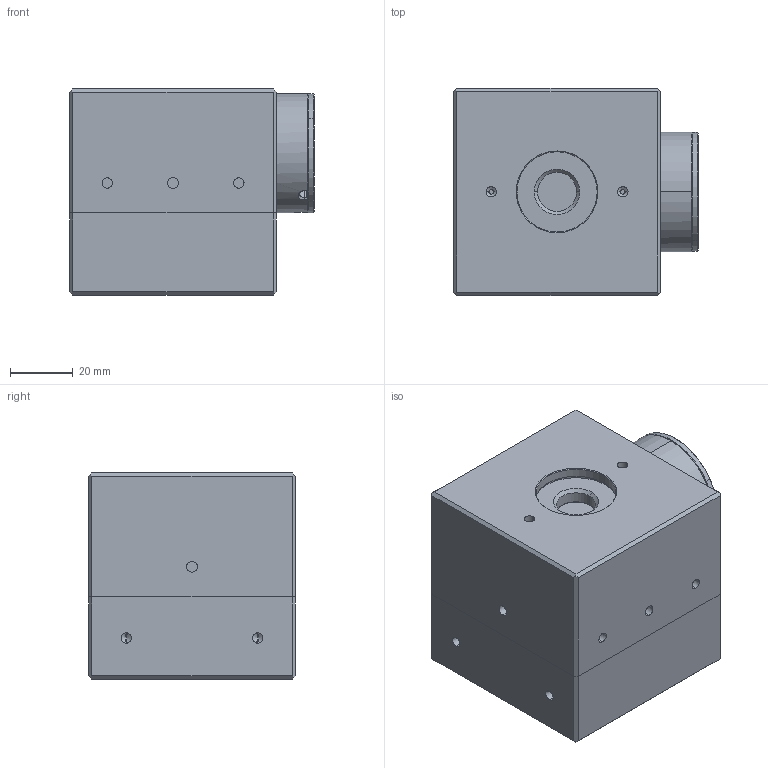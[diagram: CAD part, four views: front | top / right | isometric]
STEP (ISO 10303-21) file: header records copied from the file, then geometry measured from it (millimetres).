
FILE_DESCRIPTION (( 'STEP AP214' ), '1' );
FILE_NAME ('IS12L-9S-RSi.STEP', '2019-05-13T18:27:38', ( '' ), ( '' ), 'SwSTEP 2.0', 'SolidWorks 2018', '' );
FILE_SCHEMA (( 'AUTOMOTIVE_DESIGN' ));
Length unit declared in the file: millimetre
Products named in the file (1): IS12L-9S-RSi
Bounding box: 78.11 x 66 x 65.75 mm (x, y, z)
Volume: 285143.6 mm3; surface area: 48512.6 mm2
Topology: 10 solids, 10 shells, 936 faces, 2457 edges, 1562 vertices
Faces by surface type: cylinder 604, cone 161, plane 144, bspline 19, torus 6, sphere 2
Entity records: 53745 total; most frequent: CARTESIAN_POINT 23328, ORIENTED_EDGE 4862, DIRECTION 3561, EDGE_CURVE 2431, VERTEX_POINT 1562, AXIS2_PLACEMENT_3D 1318, EDGE_LOOP 997, UNCERTAINTY_MEASURE_WITH_UNIT 948
